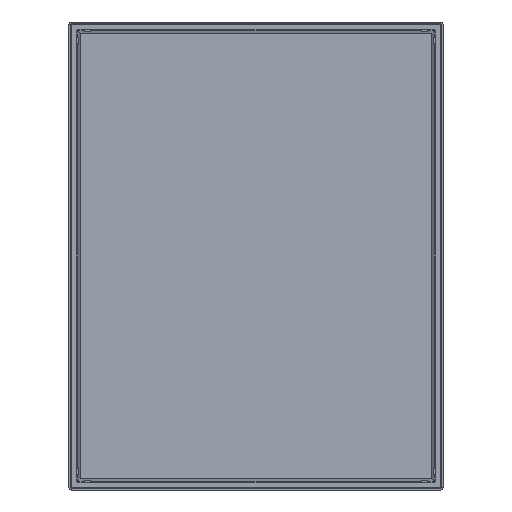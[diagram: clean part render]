
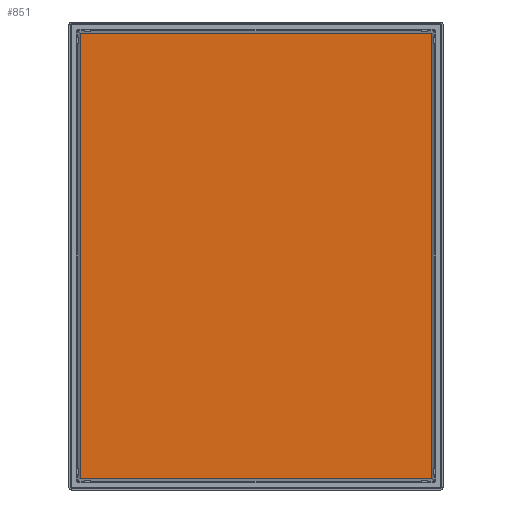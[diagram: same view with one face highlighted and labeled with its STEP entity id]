
A CAD part, front view. The second image highlights one B-rep face of the part: STEP entity #851.
In plain terms, the highlighted planar face has unit normal (0, -1, 0).
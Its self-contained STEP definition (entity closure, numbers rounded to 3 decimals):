
#141 = DIRECTION ( 'NONE',  ( 0., 0., 1. ) ) ;
#178 = LINE ( 'NONE', #4049, #1746 ) ;
#354 = EDGE_CURVE ( 'NONE', #2526, #449, #2682, .T. ) ;
#408 = ORIENTED_EDGE ( 'NONE', *, *, #1836, .T. ) ;
#449 = VERTEX_POINT ( 'NONE', #3252 ) ;
#585 = LINE ( 'NONE', #3045, #1959 ) ;
#645 = FACE_OUTER_BOUND ( 'NONE', #2762, .T. ) ;
#851 = ADVANCED_FACE ( 'NONE', ( #645 ), #4215, .T. ) ;
#906 = EDGE_CURVE ( 'NONE', #3873, #2526, #585, .T. ) ;
#909 = ORIENTED_EDGE ( 'NONE', *, *, #906, .T. ) ;
#951 = DIRECTION ( 'NONE',  ( -1., 0., 0. ) ) ;
#955 = ORIENTED_EDGE ( 'NONE', *, *, #3247, .T. ) ;
#1241 = VECTOR ( 'NONE', #3979, 1000. ) ;
#1671 = CARTESIAN_POINT ( 'NONE',  ( 199., 46., 249. ) ) ;
#1746 = VECTOR ( 'NONE', #4913, 1000. ) ;
#1836 = EDGE_CURVE ( 'NONE', #3680, #3873, #2024, .T. ) ;
#1959 = VECTOR ( 'NONE', #141, 1000. ) ;
#2024 = LINE ( 'NONE', #3089, #1241 ) ;
#2049 = CARTESIAN_POINT ( 'NONE',  ( 186.775, 46., -236.775 ) ) ;
#2526 = VERTEX_POINT ( 'NONE', #4249 ) ;
#2682 = LINE ( 'NONE', #4053, #3025 ) ;
#2695 = CARTESIAN_POINT ( 'NONE',  ( -186.775, 46., -236.775 ) ) ;
#2762 = EDGE_LOOP ( 'NONE', ( #909, #3885, #955, #408 ) ) ;
#2992 = DIRECTION ( 'NONE',  ( 0., -1., 0. ) ) ;
#3025 = VECTOR ( 'NONE', #951, 1000. ) ;
#3045 = CARTESIAN_POINT ( 'NONE',  ( 186.775, 46., 249. ) ) ;
#3089 = CARTESIAN_POINT ( 'NONE',  ( 199., 46., -236.775 ) ) ;
#3247 = EDGE_CURVE ( 'NONE', #449, #3680, #178, .T. ) ;
#3252 = CARTESIAN_POINT ( 'NONE',  ( -186.775, 46., 236.775 ) ) ;
#3680 = VERTEX_POINT ( 'NONE', #2695 ) ;
#3830 = DIRECTION ( 'NONE',  ( 0., 0., -1. ) ) ;
#3873 = VERTEX_POINT ( 'NONE', #2049 ) ;
#3885 = ORIENTED_EDGE ( 'NONE', *, *, #354, .T. ) ;
#3979 = DIRECTION ( 'NONE',  ( 1., 0., 0. ) ) ;
#4049 = CARTESIAN_POINT ( 'NONE',  ( -186.775, 46., 249. ) ) ;
#4053 = CARTESIAN_POINT ( 'NONE',  ( 199., 46., 236.775 ) ) ;
#4215 = PLANE ( 'NONE',  #5268 ) ;
#4249 = CARTESIAN_POINT ( 'NONE',  ( 186.775, 46., 236.775 ) ) ;
#4913 = DIRECTION ( 'NONE',  ( 0., 0., -1. ) ) ;
#5268 = AXIS2_PLACEMENT_3D ( 'NONE', #1671, #2992, #3830 ) ;
